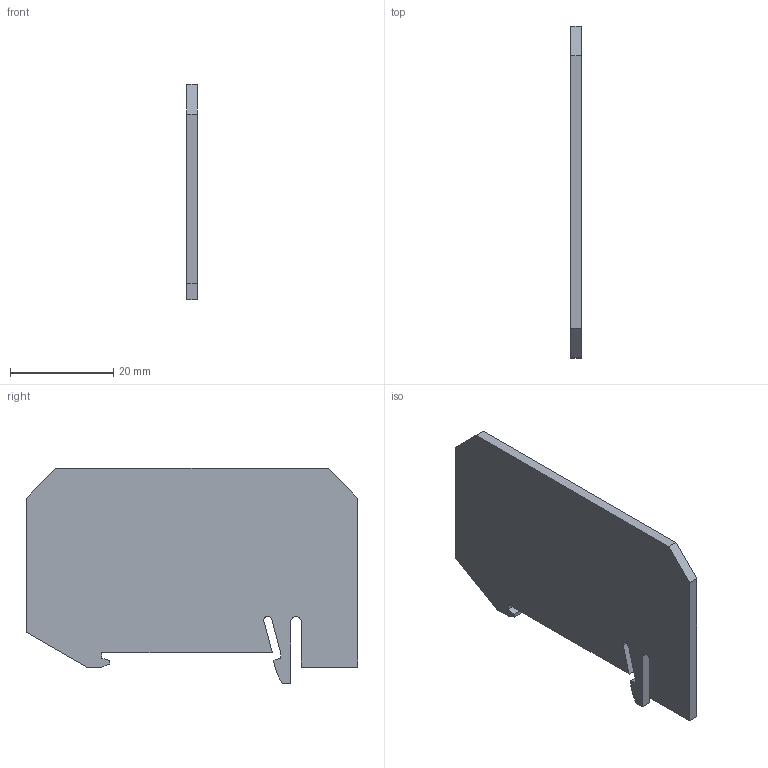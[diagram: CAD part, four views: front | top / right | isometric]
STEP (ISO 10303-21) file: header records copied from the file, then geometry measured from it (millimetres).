
FILE_DESCRIPTION(('Creo Elements/Direct Modeling STEP Export'),'2;1');
FILE_NAME('model.stp','2018-01-19T13:07:32',(''),(''),'Creo Elements/Direct Modeling STEP processor for AP214 (Solid Model)','Creo Elements/Direct Modeling 18.1I 14-Aug-2016 (C) Parametric Technology GmbH','');
FILE_SCHEMA(('AUTOMOTIVE_DESIGN { 1 0 10303 214 1 1 1 1 }'));
Length unit declared in the file: millimetre
Products named in the file (2): ATP_QTC-select
Assembly tree (1 placements, depth 2):
  ATP_QTC-select
    ATP_QTC-select
Bounding box: 2 x 64.4 x 41.75 mm (x, y, z)
Volume: 4589 mm3; surface area: 5072.8 mm2
Topology: 1 solids, 1 shells, 28 faces, 78 edges, 52 vertices
Faces by surface type: plane 24, cylinder 4
Entity records: 1159 total; most frequent: CARTESIAN_POINT 160, ORIENTED_EDGE 156, DIRECTION 146, EDGE_CURVE 78, VECTOR 70, LINE 70, VERTEX_POINT 52, AXIS2_PLACEMENT_3D 38
